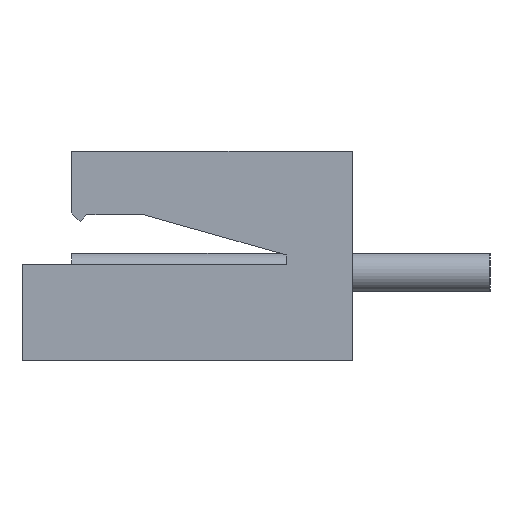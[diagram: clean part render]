
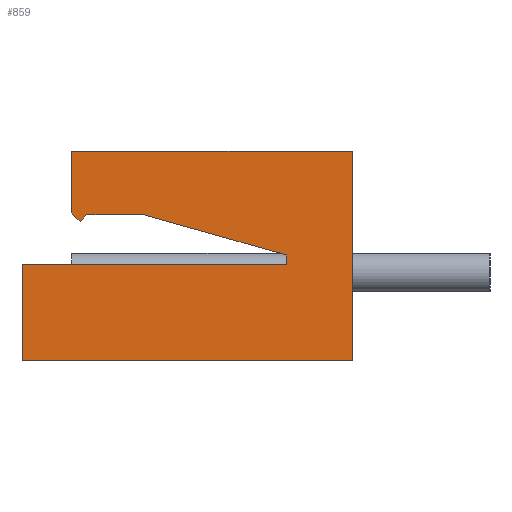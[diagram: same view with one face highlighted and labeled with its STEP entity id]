
A CAD part, left-side view. The second image highlights one B-rep face of the part: STEP entity #859.
In plain terms, the highlighted planar face has unit normal (-1, 0, 0).
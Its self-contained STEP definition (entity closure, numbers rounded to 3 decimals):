
#858 = VERTEX_POINT ( 'NONE', #2099 ) ;
#859 = ADVANCED_FACE ( 'NONE', ( #2098 ), #2012, .F. ) ;
#860 = ORIENTED_EDGE ( 'NONE', *, *, #905, .F. ) ;
#861 = VERTEX_POINT ( 'NONE', #2007 ) ;
#862 = ORIENTED_EDGE ( 'NONE', *, *, #872, .F. ) ;
#863 = ORIENTED_EDGE ( 'NONE', *, *, #895, .F. ) ;
#864 = ORIENTED_EDGE ( 'NONE', *, *, #985, .T. ) ;
#868 = ORIENTED_EDGE ( 'NONE', *, *, #869, .T. ) ;
#869 = EDGE_CURVE ( 'NONE', #858, #861, #2006, .T. ) ;
#870 = ORIENTED_EDGE ( 'NONE', *, *, #879, .F. ) ;
#872 = EDGE_CURVE ( 'NONE', #885, #964, #1949, .T. ) ;
#874 = ORIENTED_EDGE ( 'NONE', *, *, #1005, .F. ) ;
#875 = ORIENTED_EDGE ( 'NONE', *, *, #987, .F. ) ;
#879 = EDGE_CURVE ( 'NONE', #901, #861, #1920, .T. ) ;
#880 = ORIENTED_EDGE ( 'NONE', *, *, #891, .F. ) ;
#885 = VERTEX_POINT ( 'NONE', #2055 ) ;
#886 = ORIENTED_EDGE ( 'NONE', *, *, #887, .T. ) ;
#887 = EDGE_CURVE ( 'NONE', #975, #858, #1975, .T. ) ;
#891 = EDGE_CURVE ( 'NONE', #986, #901, #2002, .T. ) ;
#892 = ORIENTED_EDGE ( 'NONE', *, *, #911, .T. ) ;
#895 = EDGE_CURVE ( 'NONE', #1006, #885, #1997, .T. ) ;
#899 = EDGE_LOOP ( 'NONE', ( #860, #864, #886, #868, #870, #880, #892, #862, #863, #874, #875 ) ) ;
#901 = VERTEX_POINT ( 'NONE', #2261 ) ;
#905 = EDGE_CURVE ( 'NONE', #962, #906, #2183, .T. ) ;
#906 = VERTEX_POINT ( 'NONE', #2256 ) ;
#911 = EDGE_CURVE ( 'NONE', #986, #964, #2154, .T. ) ;
#962 = VERTEX_POINT ( 'NONE', #3064 ) ;
#964 = VERTEX_POINT ( 'NONE', #3119 ) ;
#975 = VERTEX_POINT ( 'NONE', #3015 ) ;
#985 = EDGE_CURVE ( 'NONE', #962, #975, #3031, .T. ) ;
#986 = VERTEX_POINT ( 'NONE', #2295 ) ;
#987 = EDGE_CURVE ( 'NONE', #906, #988, #2302, .T. ) ;
#988 = VERTEX_POINT ( 'NONE', #2298 ) ;
#1005 = EDGE_CURVE ( 'NONE', #988, #1006, #2955, .T. ) ;
#1006 = VERTEX_POINT ( 'NONE', #2951 ) ;
#1920 = LINE ( 'NONE', #2062, #2061 ) ;
#1946 = DIRECTION ( 'NONE',  ( 0., 0.707, 0.707 ) ) ;
#1947 = VECTOR ( 'NONE', #1946, 1000. ) ;
#1948 = CARTESIAN_POINT ( 'NONE',  ( 0., 3.109, 0.691 ) ) ;
#1949 = LINE ( 'NONE', #1948, #1947 ) ;
#1972 = DIRECTION ( 'NONE',  ( 0., 0., -1. ) ) ;
#1973 = VECTOR ( 'NONE', #1972, 1000. ) ;
#1974 = CARTESIAN_POINT ( 'NONE',  ( 0., 6., 3.8 ) ) ;
#1975 = LINE ( 'NONE', #1974, #1973 ) ;
#1994 = DIRECTION ( 'NONE',  ( 0., 0.707, -0.707 ) ) ;
#1995 = VECTOR ( 'NONE', #1994, 1000. ) ;
#1996 = CARTESIAN_POINT ( 'NONE',  ( 0., 1.836, 5.636 ) ) ;
#1997 = LINE ( 'NONE', #1996, #1995 ) ;
#1999 = DIRECTION ( 'NONE',  ( 0., -1., 0. ) ) ;
#2000 = VECTOR ( 'NONE', #1999, 1000. ) ;
#2001 = CARTESIAN_POINT ( 'NONE',  ( 0., 0., 3.8 ) ) ;
#2002 = LINE ( 'NONE', #2001, #2000 ) ;
#2003 = DIRECTION ( 'NONE',  ( 0., -1., 0. ) ) ;
#2004 = VECTOR ( 'NONE', #2003, 1000. ) ;
#2005 = CARTESIAN_POINT ( 'NONE',  ( 0., 0., 0. ) ) ;
#2006 = LINE ( 'NONE', #2005, #2004 ) ;
#2007 = CARTESIAN_POINT ( 'NONE',  ( 0., 0., 0. ) ) ;
#2008 = DIRECTION ( 'NONE',  ( 0., 0., -1. ) ) ;
#2009 = DIRECTION ( 'NONE',  ( 1., 0., 0. ) ) ;
#2010 = CARTESIAN_POINT ( 'NONE',  ( 0., 0., 3.8 ) ) ;
#2011 = AXIS2_PLACEMENT_3D ( 'NONE', #2010, #2009, #2008 ) ;
#2012 = PLANE ( 'NONE',  #2011 ) ;
#2055 = CARTESIAN_POINT ( 'NONE',  ( 0., 4.945, 2.526 ) ) ;
#2060 = DIRECTION ( 'NONE',  ( 0., 0., -1. ) ) ;
#2061 = VECTOR ( 'NONE', #2060, 1000. ) ;
#2062 = CARTESIAN_POINT ( 'NONE',  ( 0., 0., 3.8 ) ) ;
#2098 = FACE_OUTER_BOUND ( 'NONE', #899, .T. ) ;
#2099 = CARTESIAN_POINT ( 'NONE',  ( 0., 6., 0. ) ) ;
#2154 = LINE ( 'NONE', #2250, #2249 ) ;
#2180 = DIRECTION ( 'NONE',  ( 0., 0., 1. ) ) ;
#2181 = VECTOR ( 'NONE', #2180, 1000. ) ;
#2182 = CARTESIAN_POINT ( 'NONE',  ( 0., 1.2, 3.8 ) ) ;
#2183 = LINE ( 'NONE', #2182, #2181 ) ;
#2248 = DIRECTION ( 'NONE',  ( 0., 0., -1. ) ) ;
#2249 = VECTOR ( 'NONE', #2248, 1000. ) ;
#2250 = CARTESIAN_POINT ( 'NONE',  ( 0., 5.1, 3.8 ) ) ;
#2256 = CARTESIAN_POINT ( 'NONE',  ( 0., 1.2, 1.918 ) ) ;
#2261 = CARTESIAN_POINT ( 'NONE',  ( 0., 0., 3.8 ) ) ;
#2295 = CARTESIAN_POINT ( 'NONE',  ( 0., 5.1, 3.8 ) ) ;
#2298 = CARTESIAN_POINT ( 'NONE',  ( 0., 3.795, 2.651 ) ) ;
#2299 = DIRECTION ( 'NONE',  ( 0., 0.962, 0.272 ) ) ;
#2300 = VECTOR ( 'NONE', #2299, 1000. ) ;
#2301 = CARTESIAN_POINT ( 'NONE',  ( 0., 0.58, 1.744 ) ) ;
#2302 = LINE ( 'NONE', #2301, #2300 ) ;
#2951 = CARTESIAN_POINT ( 'NONE',  ( 0., 4.821, 2.651 ) ) ;
#2952 = DIRECTION ( 'NONE',  ( 0., 1., 0. ) ) ;
#2953 = VECTOR ( 'NONE', #2952, 1000. ) ;
#2954 = CARTESIAN_POINT ( 'NONE',  ( 0., 0., 2.651 ) ) ;
#2955 = LINE ( 'NONE', #2954, #2953 ) ;
#2992 = DIRECTION ( 'NONE',  ( 0., 1., 0. ) ) ;
#3015 = CARTESIAN_POINT ( 'NONE',  ( 0., 6., 1.75 ) ) ;
#3029 = VECTOR ( 'NONE', #2992, 1000. ) ;
#3030 = CARTESIAN_POINT ( 'NONE',  ( 0., 6., 1.75 ) ) ;
#3031 = LINE ( 'NONE', #3030, #3029 ) ;
#3064 = CARTESIAN_POINT ( 'NONE',  ( 0., 1.2, 1.75 ) ) ;
#3119 = CARTESIAN_POINT ( 'NONE',  ( 0., 5.1, 2.681 ) ) ;
